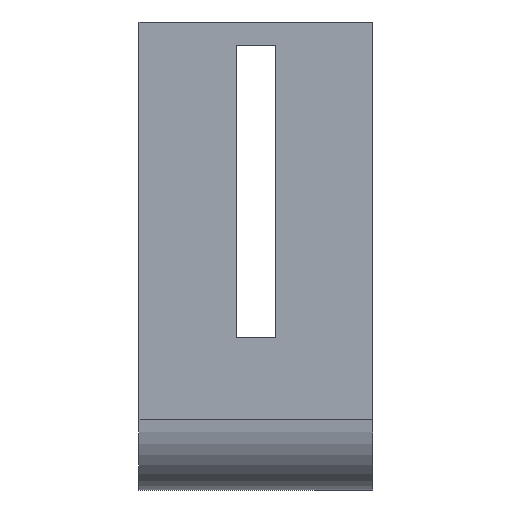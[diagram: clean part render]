
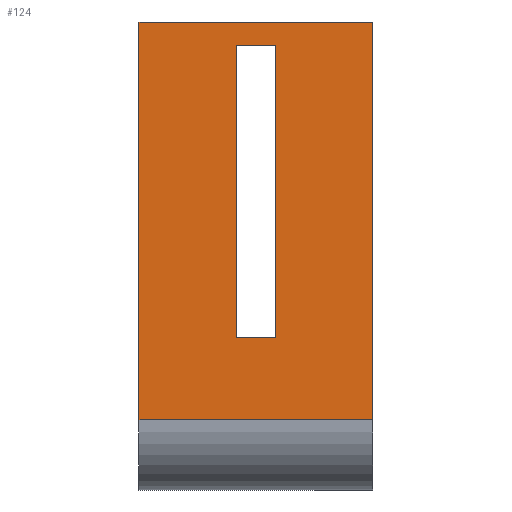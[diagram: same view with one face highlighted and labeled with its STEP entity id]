
A CAD part, left-side view. The second image highlights one B-rep face of the part: STEP entity #124.
In plain terms, the highlighted planar face has unit normal (-1, 0, 0).
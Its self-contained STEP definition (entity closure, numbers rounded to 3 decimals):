
#16 = EDGE_CURVE ( 'NONE', #724, #824, #774, .T. ) ;
#30 = VECTOR ( 'NONE', #772, 1000. ) ;
#37 = CARTESIAN_POINT ( 'NONE',  ( -5., 0., -40. ) ) ;
#51 = EDGE_LOOP ( 'NONE', ( #61, #528, #382, #521 ) ) ;
#61 = ORIENTED_EDGE ( 'NONE', *, *, #16, .F. ) ;
#108 = ORIENTED_EDGE ( 'NONE', *, *, #517, .T. ) ;
#110 = PLANE ( 'NONE',  #202 ) ;
#117 = LINE ( 'NONE', #483, #210 ) ;
#124 = ADVANCED_FACE ( 'NONE', ( #435, #706 ), #110, .F. ) ;
#166 = LINE ( 'NONE', #37, #400 ) ;
#178 = VERTEX_POINT ( 'NONE', #352 ) ;
#183 = CARTESIAN_POINT ( 'NONE',  ( -5., 8.3, -2. ) ) ;
#188 = ORIENTED_EDGE ( 'NONE', *, *, #310, .F. ) ;
#195 = LINE ( 'NONE', #457, #30 ) ;
#202 = AXIS2_PLACEMENT_3D ( 'NONE', #636, #833, #505 ) ;
#210 = VECTOR ( 'NONE', #488, 1000. ) ;
#211 = ORIENTED_EDGE ( 'NONE', *, *, #280, .T. ) ;
#240 = VERTEX_POINT ( 'NONE', #632 ) ;
#261 = EDGE_CURVE ( 'NONE', #240, #269, #117, .T. ) ;
#269 = VERTEX_POINT ( 'NONE', #638 ) ;
#278 = EDGE_LOOP ( 'NONE', ( #856, #211, #108, #188 ) ) ;
#280 = EDGE_CURVE ( 'NONE', #240, #178, #291, .T. ) ;
#291 = LINE ( 'NONE', #554, #358 ) ;
#310 = EDGE_CURVE ( 'NONE', #269, #610, #728, .T. ) ;
#331 = VERTEX_POINT ( 'NONE', #700 ) ;
#333 = VERTEX_POINT ( 'NONE', #831 ) ;
#335 = DIRECTION ( 'NONE',  ( 0., -1., 0. ) ) ;
#352 = CARTESIAN_POINT ( 'NONE',  ( -5., 0., -34. ) ) ;
#358 = VECTOR ( 'NONE', #559, 1000. ) ;
#363 = DIRECTION ( 'NONE',  ( 0., 1., 0. ) ) ;
#370 = LINE ( 'NONE', #739, #443 ) ;
#382 = ORIENTED_EDGE ( 'NONE', *, *, #813, .F. ) ;
#400 = VECTOR ( 'NONE', #818, 1000. ) ;
#405 = VECTOR ( 'NONE', #785, 1000. ) ;
#435 = FACE_BOUND ( 'NONE', #51, .T. ) ;
#443 = VECTOR ( 'NONE', #363, 1000. ) ;
#457 = CARTESIAN_POINT ( 'NONE',  ( -5., 11.7, -27. ) ) ;
#483 = CARTESIAN_POINT ( 'NONE',  ( -5., 20., -40. ) ) ;
#485 = LINE ( 'NONE', #855, #405 ) ;
#488 = DIRECTION ( 'NONE',  ( 0., 0., 1. ) ) ;
#505 = DIRECTION ( 'NONE',  ( 0., 0., -1. ) ) ;
#517 = EDGE_CURVE ( 'NONE', #178, #610, #166, .T. ) ;
#521 = ORIENTED_EDGE ( 'NONE', *, *, #606, .F. ) ;
#528 = ORIENTED_EDGE ( 'NONE', *, *, #817, .F. ) ;
#546 = VECTOR ( 'NONE', #630, 1000. ) ;
#554 = CARTESIAN_POINT ( 'NONE',  ( -5., 20., -34. ) ) ;
#559 = DIRECTION ( 'NONE',  ( 0., -1., 0. ) ) ;
#577 = CARTESIAN_POINT ( 'NONE',  ( -5., 0., 0. ) ) ;
#606 = EDGE_CURVE ( 'NONE', #824, #333, #370, .T. ) ;
#610 = VERTEX_POINT ( 'NONE', #577 ) ;
#630 = DIRECTION ( 'NONE',  ( 0., 0., 1. ) ) ;
#632 = CARTESIAN_POINT ( 'NONE',  ( -5., 20., -34. ) ) ;
#636 = CARTESIAN_POINT ( 'NONE',  ( -5., 20., -40. ) ) ;
#638 = CARTESIAN_POINT ( 'NONE',  ( -5., 20., 0. ) ) ;
#646 = CARTESIAN_POINT ( 'NONE',  ( -5., 8.3, -27. ) ) ;
#665 = CARTESIAN_POINT ( 'NONE',  ( -5., 20., 0. ) ) ;
#700 = CARTESIAN_POINT ( 'NONE',  ( -5., 11.7, -27. ) ) ;
#706 = FACE_OUTER_BOUND ( 'NONE', #278, .T. ) ;
#724 = VERTEX_POINT ( 'NONE', #863 ) ;
#728 = LINE ( 'NONE', #665, #733 ) ;
#733 = VECTOR ( 'NONE', #335, 1000. ) ;
#739 = CARTESIAN_POINT ( 'NONE',  ( -5., 11.7, -2. ) ) ;
#772 = DIRECTION ( 'NONE',  ( 0., -1., 0. ) ) ;
#774 = LINE ( 'NONE', #646, #546 ) ;
#785 = DIRECTION ( 'NONE',  ( 0., 0., -1. ) ) ;
#813 = EDGE_CURVE ( 'NONE', #333, #331, #485, .T. ) ;
#817 = EDGE_CURVE ( 'NONE', #331, #724, #195, .T. ) ;
#818 = DIRECTION ( 'NONE',  ( 0., 0., 1. ) ) ;
#824 = VERTEX_POINT ( 'NONE', #183 ) ;
#831 = CARTESIAN_POINT ( 'NONE',  ( -5., 11.7, -2. ) ) ;
#833 = DIRECTION ( 'NONE',  ( 1., 0., 0. ) ) ;
#855 = CARTESIAN_POINT ( 'NONE',  ( -5., 11.7, -27. ) ) ;
#856 = ORIENTED_EDGE ( 'NONE', *, *, #261, .F. ) ;
#863 = CARTESIAN_POINT ( 'NONE',  ( -5., 8.3, -27. ) ) ;
